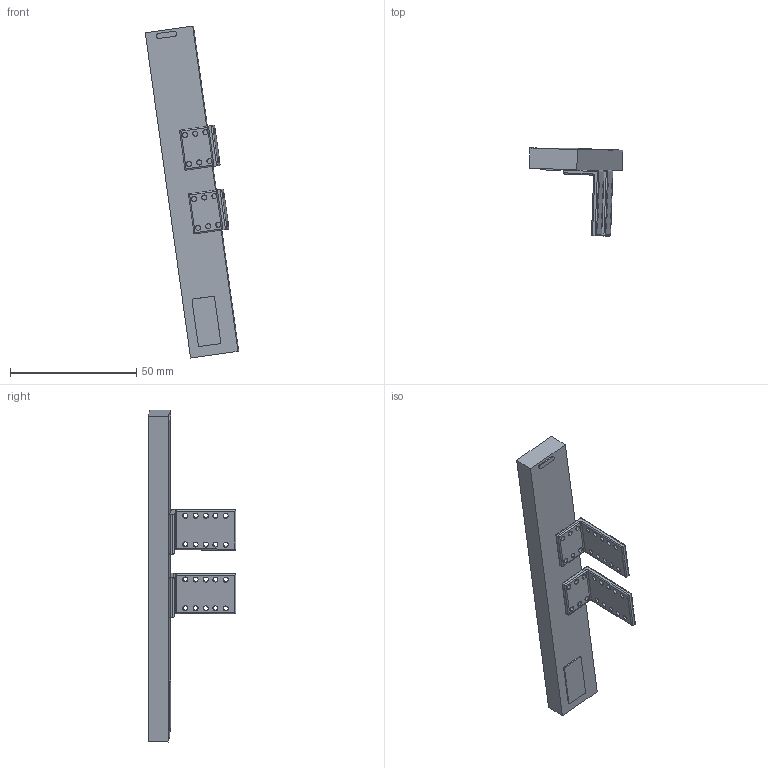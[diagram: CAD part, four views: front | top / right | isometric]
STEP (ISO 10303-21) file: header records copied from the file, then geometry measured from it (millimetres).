
FILE_DESCRIPTION(('CATIA V5 STEP Exchange'),'2;1');
FILE_NAME('PAN_AND_TILT_Realsense.stp','2023-06-06T10:34:51+00:00',('none'),('none'),'CATIA Version 5 Release 20 GA (IN-10)','CATIA V5 STEP AP203','none');
FILE_SCHEMA(('CONFIG_CONTROL_DESIGN'));
Length unit declared in the file: millimetre
Products named in the file (1): Caméra
Assembly tree (3 placements, depth 2):
  Caméra
    #58
    #644  x2
Bounding box: 37.02 x 34.81 x 131.42 mm (x, y, z)
Volume: 22061 mm3; surface area: 10319.1 mm2
Topology: 3 solids, 3 shells, 136 faces, 352 edges, 220 vertices
Faces by surface type: cylinder 98, plane 30, torus 4, sphere 4
Entity records: 2379 total; most frequent: CARTESIAN_POINT 431, ORIENTED_EDGE 396, DIRECTION 324, EDGE_CURVE 198, AXIS2_PLACEMENT_3D 157, VERTEX_POINT 126, EDGE_LOOP 112, VECTOR 100
